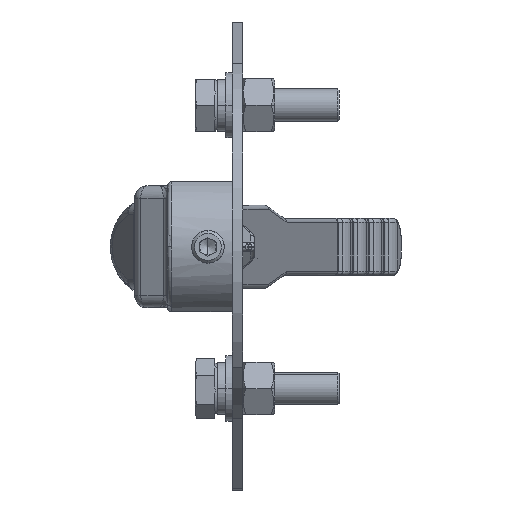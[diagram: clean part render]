
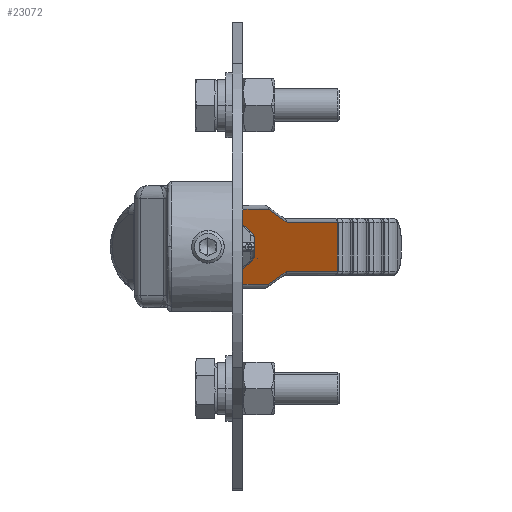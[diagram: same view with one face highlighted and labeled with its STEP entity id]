
A CAD part, left-side view. The second image highlights one B-rep face of the part: STEP entity #23072.
In plain terms, the highlighted face is planar.
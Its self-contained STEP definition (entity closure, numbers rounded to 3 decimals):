
#283 = AXIS2_PLACEMENT_3D ( 'NONE', #14895, #4295, #14659 ) ;
#778 = LINE ( 'NONE', #14412, #19211 ) ;
#1188 = LINE ( 'NONE', #18954, #25894 ) ;
#1200 = DIRECTION ( 'NONE',  ( 0.982, 0.191, 0. ) ) ;
#1241 = VECTOR ( 'NONE', #21098, 1000. ) ;
#1255 = CARTESIAN_POINT ( 'NONE',  ( 7.081, 12.073, -9.25 ) ) ;
#1461 = LINE ( 'NONE', #21010, #33739 ) ;
#1490 = VERTEX_POINT ( 'NONE', #23398 ) ;
#1555 = FACE_OUTER_BOUND ( 'NONE', #9815, .T. ) ;
#1834 = CARTESIAN_POINT ( 'NONE',  ( 139.755, 37.862, -6. ) ) ;
#2714 = CARTESIAN_POINT ( 'NONE',  ( 7.081, 12.073, -6. ) ) ;
#3580 = EDGE_CURVE ( 'NONE', #4381, #9048, #13074, .T. ) ;
#3848 = ORIENTED_EDGE ( 'NONE', *, *, #7258, .T. ) ;
#4295 = DIRECTION ( 'NONE',  ( 0.191, -0.982, 0. ) ) ;
#4381 = VERTEX_POINT ( 'NONE', #23558 ) ;
#4384 = CARTESIAN_POINT ( 'NONE',  ( 7.081, 12.073, 9.25 ) ) ;
#5947 = VECTOR ( 'NONE', #14744, 1000. ) ;
#6526 = CARTESIAN_POINT ( 'NONE',  ( 75.969, 25.463, 6. ) ) ;
#7258 = EDGE_CURVE ( 'NONE', #8106, #9436, #26710, .T. ) ;
#7878 = VECTOR ( 'NONE', #33537, 1000. ) ;
#8101 = DIRECTION ( 'NONE',  ( -0.973, -0.189, -0.135 ) ) ;
#8106 = VERTEX_POINT ( 'NONE', #12156 ) ;
#9048 = VERTEX_POINT ( 'NONE', #10078 ) ;
#9436 = VERTEX_POINT ( 'NONE', #1255 ) ;
#9815 = EDGE_LOOP ( 'NONE', ( #31644, #31908, #23993, #31260, #33341, #3848, #34272, #29865 ) ) ;
#10078 = CARTESIAN_POINT ( 'NONE',  ( 52.509, 20.903, 9.25 ) ) ;
#10408 = VERTEX_POINT ( 'NONE', #15160 ) ;
#10728 = EDGE_CURVE ( 'NONE', #10408, #8106, #1188, .T. ) ;
#11698 = LINE ( 'NONE', #23595, #30949 ) ;
#12156 = CARTESIAN_POINT ( 'NONE',  ( 52.509, 20.903, -9.25 ) ) ;
#13074 = LINE ( 'NONE', #4384, #5947 ) ;
#14412 = CARTESIAN_POINT ( 'NONE',  ( 139.755, 37.862, 10.25 ) ) ;
#14659 = DIRECTION ( 'NONE',  ( 0.982, 0.191, 0. ) ) ;
#14744 = DIRECTION ( 'NONE',  ( 0.982, 0.191, 0. ) ) ;
#14895 = CARTESIAN_POINT ( 'NONE',  ( 7.081, 12.073, 10.25 ) ) ;
#15012 = PLANE ( 'NONE',  #283 ) ;
#15160 = CARTESIAN_POINT ( 'NONE',  ( 75.969, 25.463, -6. ) ) ;
#15649 = DIRECTION ( 'NONE',  ( 0., 0., -1. ) ) ;
#15681 = VERTEX_POINT ( 'NONE', #1834 ) ;
#16149 = LINE ( 'NONE', #17256, #34123 ) ;
#17256 = CARTESIAN_POINT ( 'NONE',  ( 139.755, 37.862, 6. ) ) ;
#18954 = CARTESIAN_POINT ( 'NONE',  ( 10.461, 12.73, -15.075 ) ) ;
#19211 = VECTOR ( 'NONE', #30558, 1000. ) ;
#19231 = LINE ( 'NONE', #2714, #1241 ) ;
#19535 = EDGE_CURVE ( 'NONE', #15681, #10408, #19231, .T. ) ;
#21010 = CARTESIAN_POINT ( 'NONE',  ( 75.904, 25.451, 6.009 ) ) ;
#21098 = DIRECTION ( 'NONE',  ( -0.982, -0.191, 0. ) ) ;
#23072 = ADVANCED_FACE ( 'NONE', ( #1555 ), #15012, .F. ) ;
#23398 = CARTESIAN_POINT ( 'NONE',  ( 139.755, 37.862, 6. ) ) ;
#23558 = CARTESIAN_POINT ( 'NONE',  ( 7.081, 12.073, 9.25 ) ) ;
#23595 = CARTESIAN_POINT ( 'NONE',  ( 7.081, 12.073, 10.25 ) ) ;
#23993 = ORIENTED_EDGE ( 'NONE', *, *, #29414, .T. ) ;
#24423 = DIRECTION ( 'NONE',  ( 0.973, 0.189, -0.135 ) ) ;
#25794 = EDGE_CURVE ( 'NONE', #29657, #1490, #16149, .T. ) ;
#25813 = CARTESIAN_POINT ( 'NONE',  ( 7.081, 12.073, -9.25 ) ) ;
#25894 = VECTOR ( 'NONE', #8101, 1000. ) ;
#26710 = LINE ( 'NONE', #25813, #7878 ) ;
#29414 = EDGE_CURVE ( 'NONE', #1490, #15681, #778, .T. ) ;
#29657 = VERTEX_POINT ( 'NONE', #6526 ) ;
#29865 = ORIENTED_EDGE ( 'NONE', *, *, #3580, .T. ) ;
#30014 = EDGE_CURVE ( 'NONE', #4381, #9436, #11698, .T. ) ;
#30558 = DIRECTION ( 'NONE',  ( 0., 0., -1. ) ) ;
#30949 = VECTOR ( 'NONE', #15649, 1000. ) ;
#31260 = ORIENTED_EDGE ( 'NONE', *, *, #19535, .T. ) ;
#31644 = ORIENTED_EDGE ( 'NONE', *, *, #34518, .T. ) ;
#31908 = ORIENTED_EDGE ( 'NONE', *, *, #25794, .T. ) ;
#33341 = ORIENTED_EDGE ( 'NONE', *, *, #10728, .T. ) ;
#33537 = DIRECTION ( 'NONE',  ( -0.982, -0.191, 0. ) ) ;
#33739 = VECTOR ( 'NONE', #24423, 1000. ) ;
#34123 = VECTOR ( 'NONE', #1200, 1000. ) ;
#34272 = ORIENTED_EDGE ( 'NONE', *, *, #30014, .F. ) ;
#34518 = EDGE_CURVE ( 'NONE', #9048, #29657, #1461, .T. ) ;
